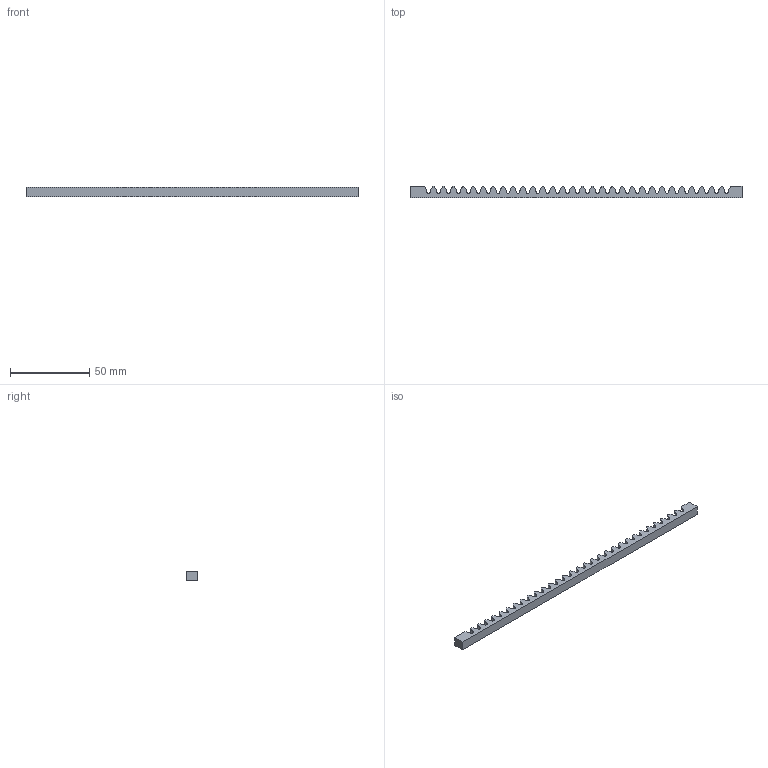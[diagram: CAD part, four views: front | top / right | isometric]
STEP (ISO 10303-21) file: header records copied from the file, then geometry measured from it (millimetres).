
FILE_DESCRIPTION(/* description */ (''),/* implementation_level */ '2;1');
FILE_NAME(/* name */ 'Rack.stp',/* time_stamp */ '2021-01-11T17:02:22+02:00',/* author */ ('moham'),/* organization */ (''),/* preprocessor_version */ 'ST-DEVELOPER v18',/* originating_system */ 'Autodesk Inventor 2020',/* authorisation */ '');
FILE_SCHEMA (('AUTOMOTIVE_DESIGN { 1 0 10303 214 3 1 1 }'));
Length unit declared in the file: millimetre
Products named in the file (1): Rack
Bounding box: 210 x 7 x 6 mm (x, y, z)
Volume: 6278.1 mm3; surface area: 5698.2 mm2
Topology: 1 solids, 1 shells, 68 faces, 198 edges, 132 vertices
Faces by surface type: plane 37, bspline 31
Entity records: 9001 total; most frequent: CARTESIAN_POINT 7374, ORIENTED_EDGE 396, DIRECTION 212, EDGE_CURVE 198, LINE 136, VECTOR 136, VERTEX_POINT 132, FACE_OUTER_BOUND 68
